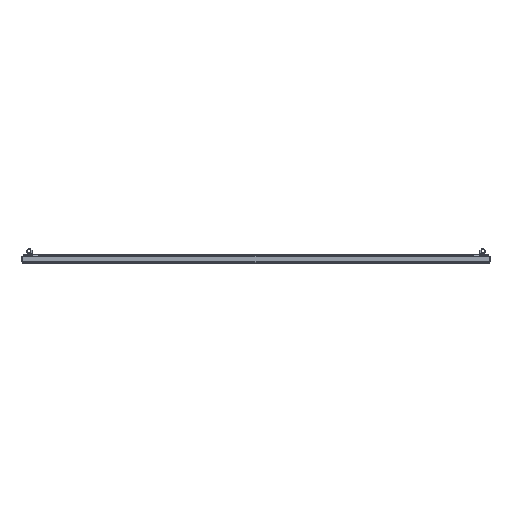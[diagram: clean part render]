
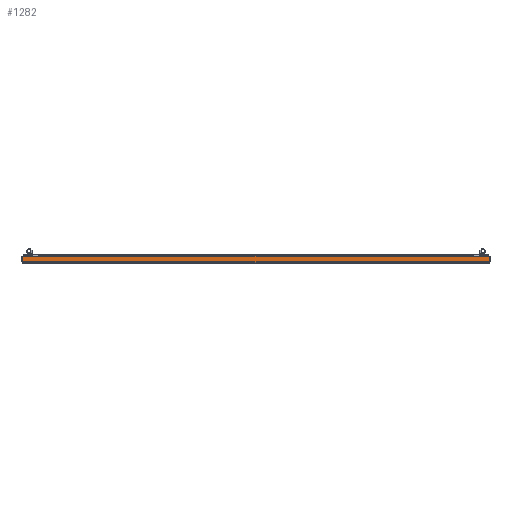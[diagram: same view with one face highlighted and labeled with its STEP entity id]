
A CAD part, front view. The second image highlights one B-rep face of the part: STEP entity #1282.
In plain terms, the highlighted planar face has unit normal (0, -1, 0).
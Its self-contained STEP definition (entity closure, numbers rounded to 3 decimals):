
#182 = EDGE_CURVE ( 'NONE', #2904, #3265, #7714, .T. ) ;
#1282 = ADVANCED_FACE ( 'NONE', ( #13869 ), #3148, .F. ) ;
#1663 = VECTOR ( 'NONE', #12346, 1000. ) ;
#1759 = VECTOR ( 'NONE', #10131, 1000. ) ;
#2904 = VERTEX_POINT ( 'NONE', #5525 ) ;
#3035 = CARTESIAN_POINT ( 'NONE',  ( 0., -1098.5, 0. ) ) ;
#3148 = PLANE ( 'NONE',  #3800 ) ;
#3265 = VERTEX_POINT ( 'NONE', #11370 ) ;
#3800 = AXIS2_PLACEMENT_3D ( 'NONE', #3035, #4432, #6990 ) ;
#4256 = DIRECTION ( 'NONE',  ( -1., 0., 0. ) ) ;
#4328 = VECTOR ( 'NONE', #4256, 1000. ) ;
#4432 = DIRECTION ( 'NONE',  ( 0., 1., 0. ) ) ;
#4527 = LINE ( 'NONE', #7627, #1759 ) ;
#5097 = DIRECTION ( 'NONE',  ( -1., 0., 0. ) ) ;
#5525 = CARTESIAN_POINT ( 'NONE',  ( 496.293, -1098.5, 2. ) ) ;
#6809 = ORIENTED_EDGE ( 'NONE', *, *, #16168, .T. ) ;
#6990 = DIRECTION ( 'NONE',  ( 0., 0., 1. ) ) ;
#7627 = CARTESIAN_POINT ( 'NONE',  ( -496.293, -1098.5, 0. ) ) ;
#7714 = LINE ( 'NONE', #14545, #4328 ) ;
#7973 = EDGE_LOOP ( 'NONE', ( #8504, #13091, #6809, #12025 ) ) ;
#8172 = EDGE_CURVE ( 'NONE', #3265, #15028, #4527, .T. ) ;
#8504 = ORIENTED_EDGE ( 'NONE', *, *, #182, .F. ) ;
#8985 = LINE ( 'NONE', #12716, #9361 ) ;
#9361 = VECTOR ( 'NONE', #5097, 1000. ) ;
#9547 = EDGE_CURVE ( 'NONE', #2904, #11613, #11945, .T. ) ;
#10131 = DIRECTION ( 'NONE',  ( 0., 0., 1. ) ) ;
#10481 = CARTESIAN_POINT ( 'NONE',  ( 496.293, -1098.5, 13.6 ) ) ;
#11370 = CARTESIAN_POINT ( 'NONE',  ( -496.293, -1098.5, 2. ) ) ;
#11613 = VERTEX_POINT ( 'NONE', #10481 ) ;
#11945 = LINE ( 'NONE', #12401, #1663 ) ;
#12025 = ORIENTED_EDGE ( 'NONE', *, *, #8172, .F. ) ;
#12346 = DIRECTION ( 'NONE',  ( 0., 0., 1. ) ) ;
#12401 = CARTESIAN_POINT ( 'NONE',  ( 496.293, -1098.5, 0. ) ) ;
#12716 = CARTESIAN_POINT ( 'NONE',  ( 0., -1098.5, 13.6 ) ) ;
#13091 = ORIENTED_EDGE ( 'NONE', *, *, #9547, .T. ) ;
#13869 = FACE_OUTER_BOUND ( 'NONE', #7973, .T. ) ;
#14545 = CARTESIAN_POINT ( 'NONE',  ( -498.4, -1098.5, 2. ) ) ;
#15028 = VERTEX_POINT ( 'NONE', #15402 ) ;
#15402 = CARTESIAN_POINT ( 'NONE',  ( -496.293, -1098.5, 13.6 ) ) ;
#16168 = EDGE_CURVE ( 'NONE', #11613, #15028, #8985, .T. ) ;
